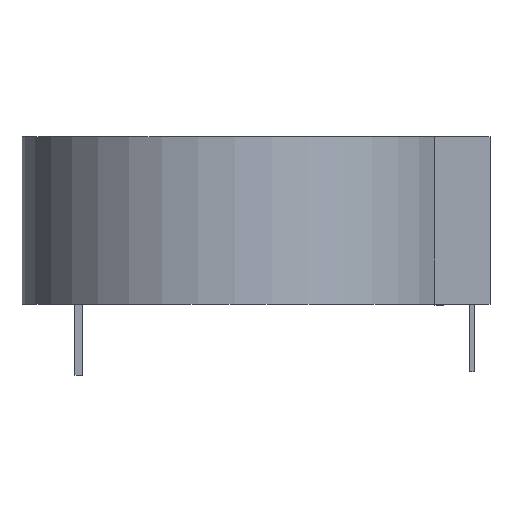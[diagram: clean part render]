
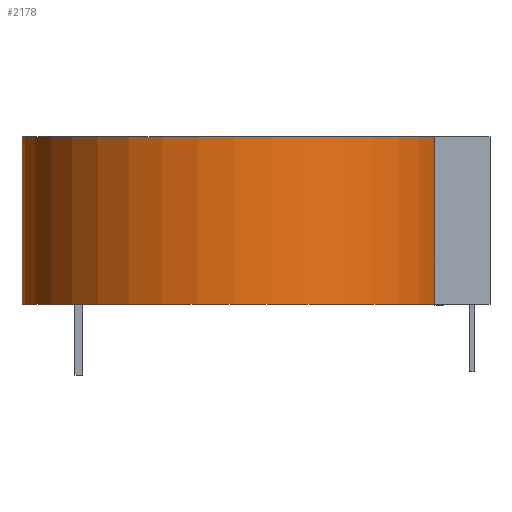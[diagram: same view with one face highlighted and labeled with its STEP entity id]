
A CAD part, left-side view. The second image highlights one B-rep face of the part: STEP entity #2178.
In plain terms, the highlighted cylindrical face has radius 11.05 mm (diameter 22.1 mm), a partial arc.
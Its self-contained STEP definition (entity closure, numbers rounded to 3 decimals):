
#2178 = ADVANCED_FACE('',(#2179),#2215,.T.);
#2179 = FACE_BOUND('',#2180,.T.);
#2180 = EDGE_LOOP('',(#2181,#2192,#2200,#2209));
#2181 = ORIENTED_EDGE('',*,*,#2182,.T.);
#2182 = EDGE_CURVE('',#2183,#2185,#2187,.T.);
#2183 = VERTEX_POINT('',#2184);
#2184 = CARTESIAN_POINT('',(3.75,-10.394,0.));
#2185 = VERTEX_POINT('',#2186);
#2186 = CARTESIAN_POINT('',(-3.75,-10.394,0.));
#2187 = CIRCLE('',#2188,11.05);
#2188 = AXIS2_PLACEMENT_3D('',#2189,#2190,#2191);
#2189 = CARTESIAN_POINT('',(0.,0.,0.));
#2190 = DIRECTION('',(0.,0.,1.));
#2191 = DIRECTION('',(1.,0.,-0.));
#2192 = ORIENTED_EDGE('',*,*,#2193,.T.);
#2193 = EDGE_CURVE('',#2185,#2194,#2196,.T.);
#2194 = VERTEX_POINT('',#2195);
#2195 = CARTESIAN_POINT('',(-3.75,-10.394,8.7));
#2196 = LINE('',#2197,#2198);
#2197 = CARTESIAN_POINT('',(-3.75,-10.394,0.));
#2198 = VECTOR('',#2199,1.);
#2199 = DIRECTION('',(0.,0.,1.));
#2200 = ORIENTED_EDGE('',*,*,#2201,.F.);
#2201 = EDGE_CURVE('',#2202,#2194,#2204,.T.);
#2202 = VERTEX_POINT('',#2203);
#2203 = CARTESIAN_POINT('',(3.75,-10.394,8.7));
#2204 = CIRCLE('',#2205,11.05);
#2205 = AXIS2_PLACEMENT_3D('',#2206,#2207,#2208);
#2206 = CARTESIAN_POINT('',(0.,0.,8.7));
#2207 = DIRECTION('',(0.,0.,1.));
#2208 = DIRECTION('',(1.,0.,-0.));
#2209 = ORIENTED_EDGE('',*,*,#2210,.F.);
#2210 = EDGE_CURVE('',#2183,#2202,#2211,.T.);
#2211 = LINE('',#2212,#2213);
#2212 = CARTESIAN_POINT('',(3.75,-10.394,0.));
#2213 = VECTOR('',#2214,1.);
#2214 = DIRECTION('',(0.,0.,1.));
#2215 = CYLINDRICAL_SURFACE('',#2216,11.05);
#2216 = AXIS2_PLACEMENT_3D('',#2217,#2218,#2219);
#2217 = CARTESIAN_POINT('',(0.,0.,0.));
#2218 = DIRECTION('',(-0.,-0.,-1.));
#2219 = DIRECTION('',(1.,0.,0.));
